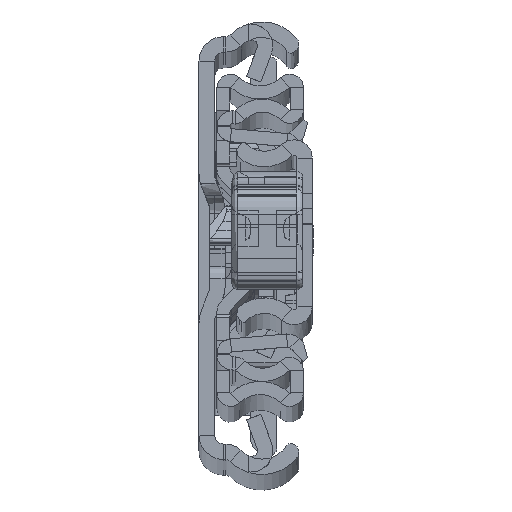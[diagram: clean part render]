
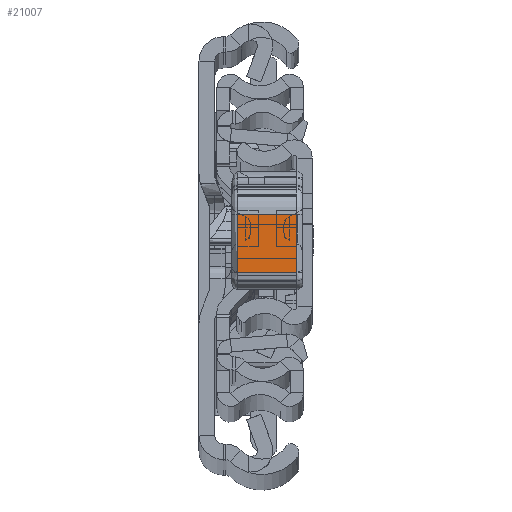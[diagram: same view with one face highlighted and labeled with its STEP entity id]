
A CAD part, top view. The second image highlights one B-rep face of the part: STEP entity #21007.
In plain terms, the highlighted face is planar.
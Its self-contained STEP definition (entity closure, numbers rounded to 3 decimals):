
#1593 = LINE ( 'NONE', #12591, #29008 ) ;
#4049 = VERTEX_POINT ( 'NONE', #30800 ) ;
#4315 = VERTEX_POINT ( 'NONE', #5113 ) ;
#4959 = VERTEX_POINT ( 'NONE', #22533 ) ;
#5113 = CARTESIAN_POINT ( 'NONE',  ( 39.818, -2.465, 0. ) ) ;
#7166 = LINE ( 'NONE', #29010, #25892 ) ;
#8446 = DIRECTION ( 'NONE',  ( -0.027, -1., 0. ) ) ;
#9496 = CARTESIAN_POINT ( 'NONE',  ( 39.55, -12.274, 10. ) ) ;
#9726 = LINE ( 'NONE', #23613, #28510 ) ;
#9893 = DIRECTION ( 'NONE',  ( -0.027, -1., 0. ) ) ;
#10040 = VECTOR ( 'NONE', #10630, 1000. ) ;
#10630 = DIRECTION ( 'NONE',  ( 0.027, 1., 0. ) ) ;
#12591 = CARTESIAN_POINT ( 'NONE',  ( 39.818, -2.465, 11. ) ) ;
#13411 = EDGE_CURVE ( 'NONE', #4315, #4049, #1593, .T. ) ;
#14682 = EDGE_CURVE ( 'NONE', #33099, #4959, #9726, .T. ) ;
#14745 = DIRECTION ( 'NONE',  ( 0., 0., -1. ) ) ;
#18189 = ORIENTED_EDGE ( 'NONE', *, *, #14682, .T. ) ;
#18233 = ORIENTED_EDGE ( 'NONE', *, *, #28109, .T. ) ;
#19268 = CARTESIAN_POINT ( 'NONE',  ( 39.55, -12.274, 11. ) ) ;
#21007 = ADVANCED_FACE ( 'NONE', ( #27050 ), #29940, .F. ) ;
#21333 = EDGE_CURVE ( 'NONE', #4049, #33099, #7166, .T. ) ;
#21992 = LINE ( 'NONE', #27238, #10040 ) ;
#22533 = CARTESIAN_POINT ( 'NONE',  ( 39.55, -12.274, 0. ) ) ;
#23605 = DIRECTION ( 'NONE',  ( 0., 0., 1. ) ) ;
#23613 = CARTESIAN_POINT ( 'NONE',  ( 39.55, -12.274, 11. ) ) ;
#24057 = ORIENTED_EDGE ( 'NONE', *, *, #13411, .T. ) ;
#25892 = VECTOR ( 'NONE', #9893, 1000. ) ;
#27050 = FACE_OUTER_BOUND ( 'NONE', #27171, .T. ) ;
#27171 = EDGE_LOOP ( 'NONE', ( #18189, #18233, #24057, #27252 ) ) ;
#27238 = CARTESIAN_POINT ( 'NONE',  ( 39.55, -12.274, 0. ) ) ;
#27252 = ORIENTED_EDGE ( 'NONE', *, *, #21333, .T. ) ;
#28109 = EDGE_CURVE ( 'NONE', #4959, #4315, #21992, .T. ) ;
#28166 = AXIS2_PLACEMENT_3D ( 'NONE', #19268, #33168, #8446 ) ;
#28510 = VECTOR ( 'NONE', #14745, 1000. ) ;
#29008 = VECTOR ( 'NONE', #23605, 1000. ) ;
#29010 = CARTESIAN_POINT ( 'NONE',  ( 39.55, -12.274, 10. ) ) ;
#29940 = PLANE ( 'NONE',  #28166 ) ;
#30800 = CARTESIAN_POINT ( 'NONE',  ( 39.818, -2.465, 10. ) ) ;
#33099 = VERTEX_POINT ( 'NONE', #9496 ) ;
#33168 = DIRECTION ( 'NONE',  ( -1., 0.027, 0. ) ) ;
